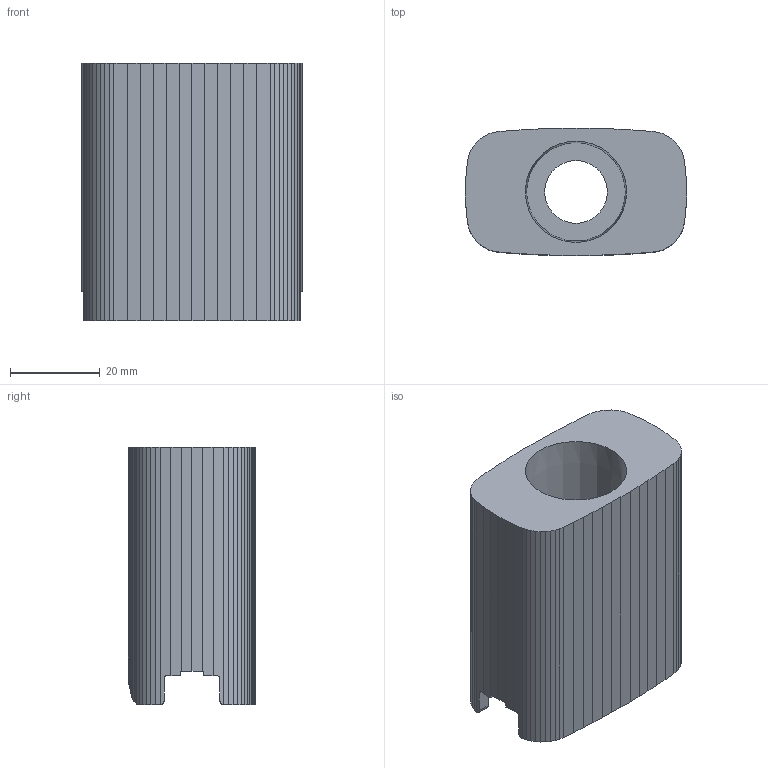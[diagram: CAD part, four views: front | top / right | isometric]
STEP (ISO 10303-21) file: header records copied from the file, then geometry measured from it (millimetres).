
FILE_DESCRIPTION(/* description */ (''),/* implementation_level */ '2;1');
FILE_NAME(/* name */ 'bipap_inspiratory_22_adapter.step',/* time_stamp */ '2021-01-29T09:39:52-05:00',/* author */ (''),/* organization */ (''),/* preprocessor_version */ 'ST-DEVELOPER v18.1',/* originating_system */ 'Autodesk Translation Framework v9.7.1.1290',/* authorisation */ '');
FILE_SCHEMA (('AUTOMOTIVE_DESIGN { 1 0 10303 214 3 1 1 }'));
Length unit declared in the file: millimetre
Products named in the file (1): bipap_inspiratory_22_adapter
Bounding box: 49.41 x 28.41 x 57.5 mm (x, y, z)
Volume: 35257.7 mm3; surface area: 15355.8 mm2
Topology: 1 solids, 1 shells, 353 faces, 1033 edges, 685 vertices
Faces by surface type: plane 333, cylinder 11, bspline 8, cone 1
Full cylindrical faces by diameter (mm): 14 x1
Entity records: 11590 total; most frequent: CARTESIAN_POINT 2112, ORIENTED_EDGE 2066, DIRECTION 1842, EDGE_CURVE 1033, LINE 916, VECTOR 916, VERTEX_POINT 685, AXIS2_PLACEMENT_3D 463
